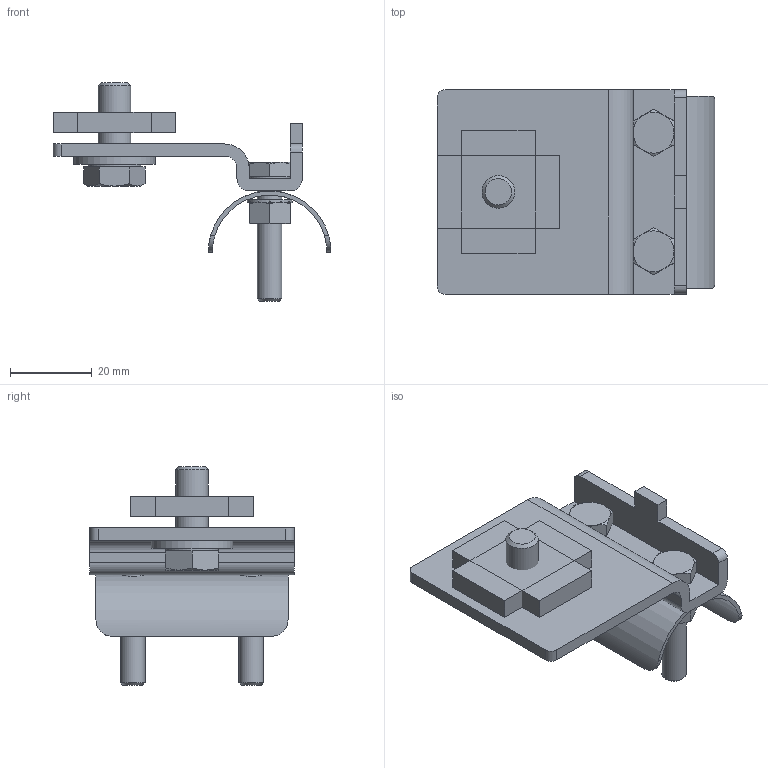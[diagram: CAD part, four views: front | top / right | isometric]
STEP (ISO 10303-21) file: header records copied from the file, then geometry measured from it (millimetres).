
FILE_DESCRIPTION(('STEP AP214'),'1');
FILE_NAME('PMH Ändklamma 1435E.stp','2013-08-12T12:54:40',(' '),(' '),'Spatial InterOp 3D',' ',' ');
FILE_SCHEMA(('automotive_design'));
Length unit declared in the file: millimetre
Products named in the file (13): PMH Profilskena andklamma 1435 E; Part1; Part2; Part3; Part4; Part5; Part6; Part7; Part8; Part9; Part10; Part11; Part12
Assembly tree (12 placements, depth 2):
  PMH Profilskena andklamma 1435 E
    Part1
    Part2
    Part3
    Part4
    Part5
    Part6
    Part7
    Part8
    Part9
    Part10
    Part11
    Part12
Bounding box: 68 x 50 x 53.5 mm (x, y, z)
Volume: 23204.4 mm3; surface area: 20222.6 mm2
Topology: 12 solids, 12 shells, 247 faces, 609 edges, 392 vertices
Faces by surface type: plane 136, cylinder 59, cone 49, torus 3
Full cylindrical faces by diameter (mm): 4.917 x2, 6 x2, 6.4 x2, 6.5 x2, 6.647 x2, 8 x1, 8.4 x1, 9.9 x2, 12.88 x1, 13 x1, 20 x1
Entity records: 9872 total; most frequent: CARTESIAN_POINT 1960, DIRECTION 1154, ORIENTED_EDGE 1144, EDGE_CURVE 572, AXIS2_PLACEMENT_3D 418, VERTEX_POINT 382, LINE 318, VECTOR 318
